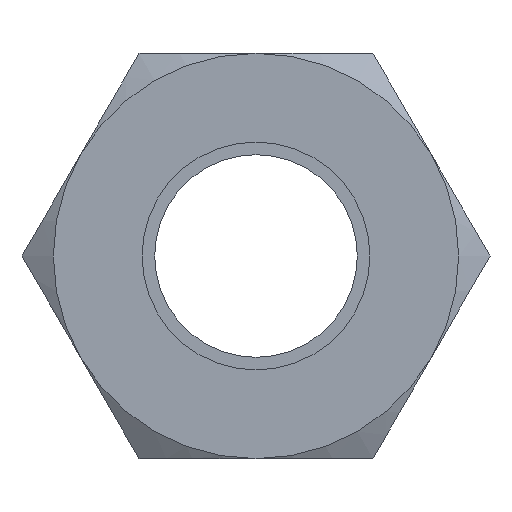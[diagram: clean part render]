
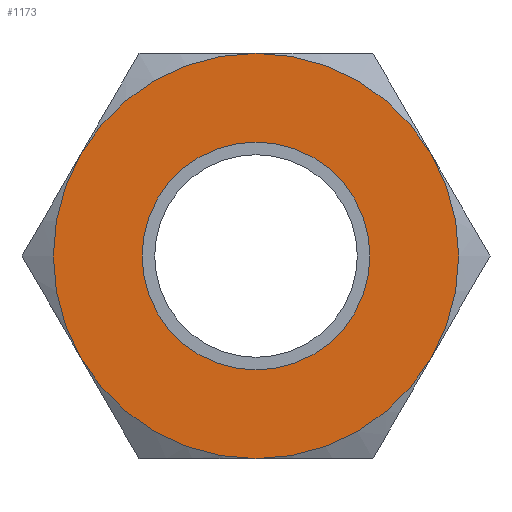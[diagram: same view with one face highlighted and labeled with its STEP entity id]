
A CAD part, front view. The second image highlights one B-rep face of the part: STEP entity #1173.
In plain terms, the highlighted planar face has unit normal (0, -1, 0).
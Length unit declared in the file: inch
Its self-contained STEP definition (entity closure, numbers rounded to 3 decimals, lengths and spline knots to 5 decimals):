
#563=CARTESIAN_POINT('',(0.,0.,0.));
#564=DIRECTION('',(0.,-1.,0.));
#565=DIRECTION('',(-0.866,0.,0.5));
#566=AXIS2_PLACEMENT_3D('',#563,#564,#565);
#571=CARTESIAN_POINT('',(0.,0.,0.));
#572=DIRECTION('',(0.,-1.,0.));
#573=DIRECTION('',(0.,0.,1.));
#574=AXIS2_PLACEMENT_3D('',#571,#572,#573);
#579=CARTESIAN_POINT('',(0.,0.,0.));
#580=DIRECTION('',(0.,-1.,0.));
#581=DIRECTION('',(0.866,0.,0.5));
#582=AXIS2_PLACEMENT_3D('',#579,#580,#581);
#587=CARTESIAN_POINT('',(0.,0.,0.));
#588=DIRECTION('',(0.,-1.,0.));
#589=DIRECTION('',(0.,0.,-1.));
#590=AXIS2_PLACEMENT_3D('',#587,#588,#589);
#595=CARTESIAN_POINT('',(0.,0.,0.));
#596=DIRECTION('',(0.,-1.,0.));
#597=DIRECTION('',(-0.866,0.,-0.5));
#598=AXIS2_PLACEMENT_3D('',#595,#596,#597);
#603=CARTESIAN_POINT('',(0.,0.,0.));
#604=DIRECTION('',(0.,-1.,0.));
#605=DIRECTION('',(1.,0.,0.));
#606=AXIS2_PLACEMENT_3D('',#603,#604,#605);
#611=CARTESIAN_POINT('',(0.,0.,0.));
#612=DIRECTION('',(0.,-1.,0.));
#613=DIRECTION('',(-1.,0.,0.));
#614=AXIS2_PLACEMENT_3D('',#611,#612,#613);
#619=CARTESIAN_POINT('',(0.,0.,0.));
#620=DIRECTION('',(0.,-1.,0.));
#621=DIRECTION('',(0.866,0.,-0.5));
#622=AXIS2_PLACEMENT_3D('',#619,#620,#621);
#756=CARTESIAN_POINT('',(-0.43301,0.,-0.25));
#757=CARTESIAN_POINT('',(0.,0.,-0.5));
#758=VERTEX_POINT('',#756);
#759=VERTEX_POINT('',#757);
#760=CARTESIAN_POINT('',(0.43301,0.,-0.25));
#761=VERTEX_POINT('',#760);
#762=CARTESIAN_POINT('',(0.43301,0.,0.25));
#763=CARTESIAN_POINT('',(0.,0.,0.5));
#764=VERTEX_POINT('',#762);
#765=VERTEX_POINT('',#763);
#766=CARTESIAN_POINT('',(-0.43301,0.,0.25));
#767=VERTEX_POINT('',#766);
#800=CARTESIAN_POINT('',(0.28125,0.,0.));
#801=CARTESIAN_POINT('',(-0.28125,0.,0.));
#802=VERTEX_POINT('',#800);
#803=VERTEX_POINT('',#801);
#1153=CARTESIAN_POINT('',(0.,0.,0.));
#1154=DIRECTION('',(0.,1.,0.));
#1155=DIRECTION('',(1.,0.,0.));
#1156=AXIS2_PLACEMENT_3D('',#1153,#1154,#1155);
#1157=PLANE('',#1156);
#1158=ORIENTED_EDGE('',*,*,#1146,.F.);
#1159=ORIENTED_EDGE('',*,*,#1134,.F.);
#1160=ORIENTED_EDGE('',*,*,#1122,.F.);
#1162=ORIENTED_EDGE('',*,*,#1161,.F.);
#1163=ORIENTED_EDGE('',*,*,#1098,.F.);
#1164=ORIENTED_EDGE('',*,*,#1110,.F.);
#1165=EDGE_LOOP('',(#1158,#1159,#1160,#1162,#1163,#1164));
#1166=FACE_OUTER_BOUND('',#1165,.F.);
#1168=ORIENTED_EDGE('',*,*,#1167,.T.);
#1170=ORIENTED_EDGE('',*,*,#1169,.T.);
#1171=EDGE_LOOP('',(#1168,#1170));
#1172=FACE_BOUND('',#1171,.F.);
#1173=ADVANCED_FACE('',(#1166,#1172),#1157,.F.);
#567=CIRCLE('',#566,0.5);
#575=CIRCLE('',#574,0.5);
#583=CIRCLE('',#582,0.5);
#591=CIRCLE('',#590,0.5);
#599=CIRCLE('',#598,0.5);
#607=CIRCLE('',#606,0.28125);
#615=CIRCLE('',#614,0.28125);
#623=CIRCLE('',#622,0.5);
#1098=EDGE_CURVE('',#759,#761,#591,.T.);
#1110=EDGE_CURVE('',#758,#759,#599,.T.);
#1122=EDGE_CURVE('',#764,#765,#583,.T.);
#1134=EDGE_CURVE('',#765,#767,#575,.T.);
#1146=EDGE_CURVE('',#767,#758,#567,.T.);
#1161=EDGE_CURVE('',#761,#764,#623,.T.);
#1167=EDGE_CURVE('',#802,#803,#607,.T.);
#1169=EDGE_CURVE('',#803,#802,#615,.T.);
